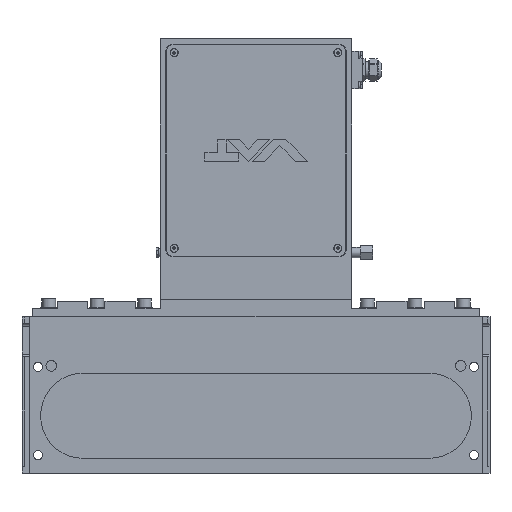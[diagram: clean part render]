
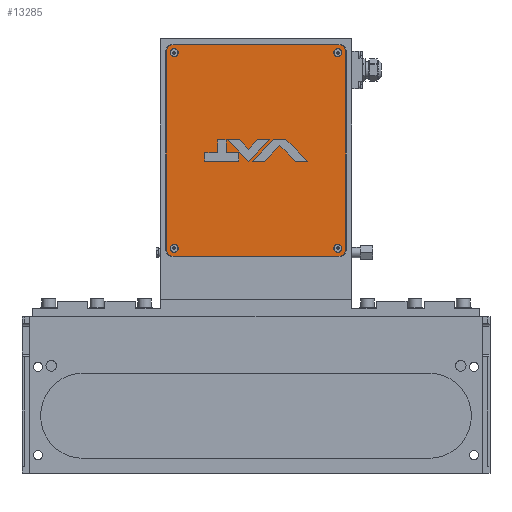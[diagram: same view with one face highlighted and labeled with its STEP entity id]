
A CAD part, front view. The second image highlights one B-rep face of the part: STEP entity #13285.
In plain terms, the highlighted planar face has unit normal (0, -1, 0).
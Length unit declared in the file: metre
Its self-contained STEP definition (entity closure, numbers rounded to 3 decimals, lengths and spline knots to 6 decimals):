
#188=CIRCLE('',#14249,0.00375);
#189=CIRCLE('',#14250,0.00375);
#190=CIRCLE('',#14251,0.0065);
#191=CIRCLE('',#14252,0.0065);
#192=CIRCLE('',#14253,0.0065);
#193=CIRCLE('',#14254,0.0065);
#194=CIRCLE('',#14255,0.00375);
#195=CIRCLE('',#14256,0.00375);
#958=ORIENTED_EDGE('',*,*,#4434,.F.);
#959=ORIENTED_EDGE('',*,*,#4435,.T.);
#960=ORIENTED_EDGE('',*,*,#4436,.T.);
#961=ORIENTED_EDGE('',*,*,#4437,.T.);
#962=ORIENTED_EDGE('',*,*,#4438,.T.);
#963=ORIENTED_EDGE('',*,*,#4439,.T.);
#964=ORIENTED_EDGE('',*,*,#4440,.F.);
#965=ORIENTED_EDGE('',*,*,#4441,.T.);
#966=ORIENTED_EDGE('',*,*,#4442,.F.);
#967=ORIENTED_EDGE('',*,*,#4443,.T.);
#968=ORIENTED_EDGE('',*,*,#4444,.T.);
#969=ORIENTED_EDGE('',*,*,#4445,.F.);
#4434=EDGE_CURVE('',#6215,#6215,#188,.T.);
#4435=EDGE_CURVE('',#6216,#6216,#189,.T.);
#4436=EDGE_CURVE('',#6217,#6218,#7548,.T.);
#4437=EDGE_CURVE('',#6218,#6219,#190,.T.);
#4438=EDGE_CURVE('',#6219,#6220,#7549,.T.);
#4439=EDGE_CURVE('',#6220,#6221,#191,.T.);
#4440=EDGE_CURVE('',#6222,#6221,#7550,.T.);
#4441=EDGE_CURVE('',#6222,#6223,#192,.T.);
#4442=EDGE_CURVE('',#6224,#6223,#7551,.T.);
#4443=EDGE_CURVE('',#6224,#6217,#193,.T.);
#4444=EDGE_CURVE('',#6225,#6225,#194,.T.);
#4445=EDGE_CURVE('',#6226,#6226,#195,.T.);
#6215=VERTEX_POINT('',#19569);
#6216=VERTEX_POINT('',#19571);
#6217=VERTEX_POINT('',#19573);
#6218=VERTEX_POINT('',#19574);
#6219=VERTEX_POINT('',#19576);
#6220=VERTEX_POINT('',#19578);
#6221=VERTEX_POINT('',#19580);
#6222=VERTEX_POINT('',#19582);
#6223=VERTEX_POINT('',#19584);
#6224=VERTEX_POINT('',#19586);
#6225=VERTEX_POINT('',#19589);
#6226=VERTEX_POINT('',#19591);
#7548=LINE('',#19572,#9080);
#7549=LINE('',#19577,#9081);
#7550=LINE('',#19581,#9082);
#7551=LINE('',#19585,#9083);
#9080=VECTOR('',#15723,1.);
#9081=VECTOR('',#15726,1.);
#9082=VECTOR('',#15729,1.);
#9083=VECTOR('',#15732,1.);
#10526=EDGE_LOOP('',(#958));
#10527=EDGE_LOOP('',(#959));
#10528=EDGE_LOOP('',(#960,#961,#962,#963,#964,#965,#966,#967));
#10529=EDGE_LOOP('',(#968));
#10530=EDGE_LOOP('',(#969));
#11582=FACE_BOUND('',#10526,.T.);
#11583=FACE_BOUND('',#10527,.T.);
#11584=FACE_BOUND('',#10528,.T.);
#11585=FACE_BOUND('',#10529,.T.);
#11586=FACE_BOUND('',#10530,.T.);
#12606=PLANE('',#14248);
#13285=ADVANCED_FACE('',(#11582,#11583,#11584,#11585,#11586),#12606,.T.);
#14248=AXIS2_PLACEMENT_3D('',#19567,#15717,#15718);
#14249=AXIS2_PLACEMENT_3D('',#19568,#15719,#15720);
#14250=AXIS2_PLACEMENT_3D('',#19570,#15721,#15722);
#14251=AXIS2_PLACEMENT_3D('',#19575,#15724,#15725);
#14252=AXIS2_PLACEMENT_3D('',#19579,#15727,#15728);
#14253=AXIS2_PLACEMENT_3D('',#19583,#15730,#15731);
#14254=AXIS2_PLACEMENT_3D('',#19587,#15733,#15734);
#14255=AXIS2_PLACEMENT_3D('',#19588,#15735,#15736);
#14256=AXIS2_PLACEMENT_3D('',#19590,#15737,#15738);
#15717=DIRECTION('',(0.,-1.,0.));
#15718=DIRECTION('',(0.,0.,-1.));
#15719=DIRECTION('',(0.,-1.,0.));
#15720=DIRECTION('',(0.,0.,-1.));
#15721=DIRECTION('',(0.,1.,0.));
#15722=DIRECTION('',(0.,0.,-1.));
#15723=DIRECTION('',(0.,0.,-1.));
#15724=DIRECTION('',(0.,-1.,0.));
#15725=DIRECTION('',(0.,0.,-1.));
#15726=DIRECTION('',(1.,0.,0.));
#15727=DIRECTION('',(0.,-1.,0.));
#15728=DIRECTION('',(0.,0.,-1.));
#15729=DIRECTION('',(0.,0.,-1.));
#15730=DIRECTION('',(0.,-1.,0.));
#15731=DIRECTION('',(0.,0.,-1.));
#15732=DIRECTION('',(1.,0.,0.));
#15733=DIRECTION('',(0.,-1.,0.));
#15734=DIRECTION('',(0.,0.,-1.));
#15735=DIRECTION('',(0.,1.,0.));
#15736=DIRECTION('',(0.,0.,-1.));
#15737=DIRECTION('',(0.,-1.,0.));
#15738=DIRECTION('',(0.,0.,-1.));
#19567=CARTESIAN_POINT('',(0.,-0.024,0.245));
#19568=CARTESIAN_POINT('',(-0.077,-0.024,0.232));
#19569=CARTESIAN_POINT('',(-0.077,-0.024,0.22825));
#19570=CARTESIAN_POINT('',(-0.077,-0.024,0.048));
#19571=CARTESIAN_POINT('',(-0.077,-0.024,0.04425));
#19572=CARTESIAN_POINT('',(-0.0845,-0.024,0.14));
#19573=CARTESIAN_POINT('',(-0.0845,-0.024,0.233));
#19574=CARTESIAN_POINT('',(-0.0845,-0.024,0.047));
#19575=CARTESIAN_POINT('',(-0.078,-0.024,0.047));
#19576=CARTESIAN_POINT('',(-0.078,-0.024,0.0405));
#19577=CARTESIAN_POINT('',(0.,-0.024,0.0405));
#19578=CARTESIAN_POINT('',(0.078,-0.024,0.0405));
#19579=CARTESIAN_POINT('',(0.078,-0.024,0.047));
#19580=CARTESIAN_POINT('',(0.0845,-0.024,0.047));
#19581=CARTESIAN_POINT('',(0.0845,-0.024,0.14));
#19582=CARTESIAN_POINT('',(0.0845,-0.024,0.233));
#19583=CARTESIAN_POINT('',(0.078,-0.024,0.233));
#19584=CARTESIAN_POINT('',(0.078,-0.024,0.2395));
#19585=CARTESIAN_POINT('',(0.,-0.024,0.2395));
#19586=CARTESIAN_POINT('',(-0.078,-0.024,0.2395));
#19587=CARTESIAN_POINT('',(-0.078,-0.024,0.233));
#19588=CARTESIAN_POINT('',(0.077,-0.024,0.232));
#19589=CARTESIAN_POINT('',(0.077,-0.024,0.22825));
#19590=CARTESIAN_POINT('',(0.077,-0.024,0.048));
#19591=CARTESIAN_POINT('',(0.077,-0.024,0.04425));
